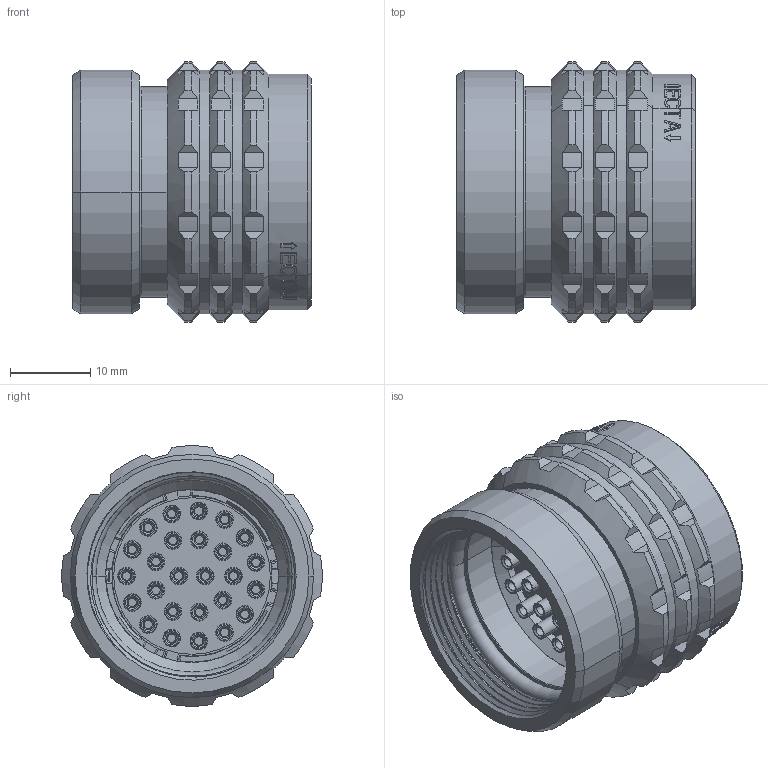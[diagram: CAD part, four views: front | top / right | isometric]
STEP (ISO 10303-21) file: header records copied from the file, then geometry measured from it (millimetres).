
FILE_DESCRIPTION((''),'2;1');
FILE_NAME('1332M426FZ','2024-07-30T10:56:39',('paultorloting'),('NET AG system integration'),'CREO PARAMETRIC BY PTC INC, 2021404','CREO PARAMETRIC BY PTC INC, 2021404','');
FILE_SCHEMA(('AUTOMOTIVE_DESIGN { 1 0 10303 214 1 1 1 1 }'));
Length unit declared in the file: millimetre
Products named in the file (1): 1332M426FZ
Bounding box: 29.8 x 32.46 x 32.46 mm (x, y, z)
Volume: 12259.6 mm3; surface area: 15882.3 mm2
Topology: 2 solids, 2 shells, 2848 faces, 7400 edges, 4731 vertices
Faces by surface type: plane 1552, cylinder 724, torus 305, cone 249, sphere 12, bspline 6
Entity records: 119802 total; most frequent: CARTESIAN_POINT 30081, DIRECTION 14780, ORIENTED_EDGE 14684, EDGE_CURVE 7342, AXIS2_PLACEMENT_3D 5364, VERTEX_POINT 4731, VECTOR 4049, LINE 4049
